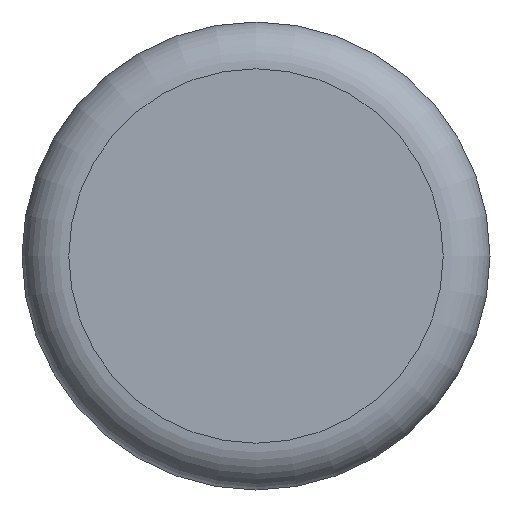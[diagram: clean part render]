
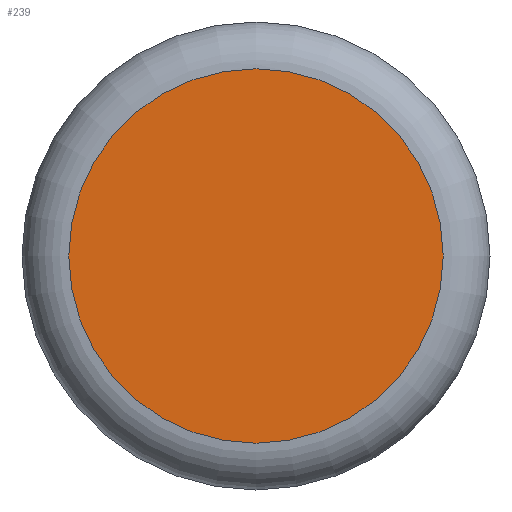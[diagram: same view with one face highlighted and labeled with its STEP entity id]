
A CAD part, left-side view. The second image highlights one B-rep face of the part: STEP entity #239.
In plain terms, the highlighted planar face has unit normal (-1, 0, 0).
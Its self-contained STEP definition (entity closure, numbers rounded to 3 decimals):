
#27 = CARTESIAN_POINT ( 'NONE',  ( 0., 0., 0. ) ) ;
#62 = AXIS2_PLACEMENT_3D ( 'NONE', #27, #123, #198 ) ;
#74 = CARTESIAN_POINT ( 'NONE',  ( 0., 0., 4. ) ) ;
#75 = PLANE ( 'NONE',  #62 ) ;
#97 = FACE_OUTER_BOUND ( 'NONE', #307, .T. ) ;
#117 = CARTESIAN_POINT ( 'NONE',  ( 0., 0., 0. ) ) ;
#123 = DIRECTION ( 'NONE',  ( 1., 0., 0. ) ) ;
#143 = DIRECTION ( 'NONE',  ( 0., 0., 1. ) ) ;
#149 = EDGE_CURVE ( 'NONE', #311, #311, #165, .T. ) ;
#161 = ORIENTED_EDGE ( 'NONE', *, *, #149, .T. ) ;
#165 = CIRCLE ( 'NONE', #300, 4. ) ;
#198 = DIRECTION ( 'NONE',  ( 0., 0., -1. ) ) ;
#239 = ADVANCED_FACE ( 'NONE', ( #97 ), #75, .F. ) ;
#244 = DIRECTION ( 'NONE',  ( -1., 0., 0. ) ) ;
#300 = AXIS2_PLACEMENT_3D ( 'NONE', #117, #244, #143 ) ;
#307 = EDGE_LOOP ( 'NONE', ( #161 ) ) ;
#311 = VERTEX_POINT ( 'NONE', #74 ) ;
